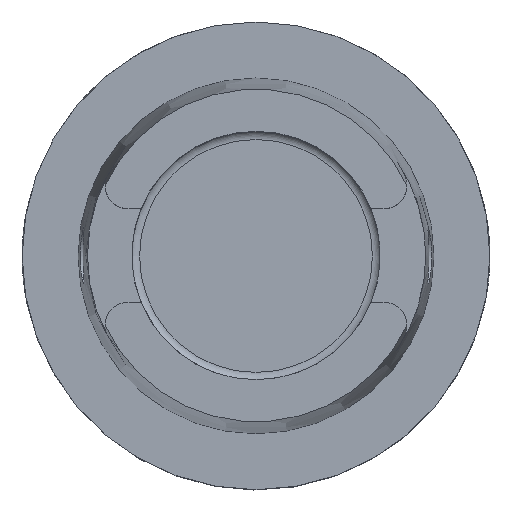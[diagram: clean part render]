
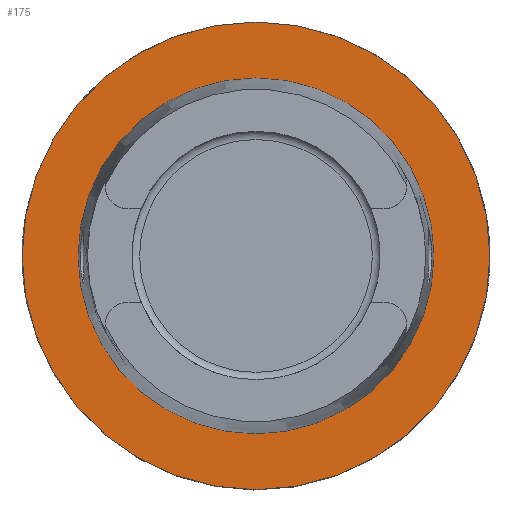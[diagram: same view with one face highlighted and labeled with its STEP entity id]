
A CAD part, top view. The second image highlights one B-rep face of the part: STEP entity #175.
In plain terms, the highlighted planar face has unit normal (0, 0, 1).
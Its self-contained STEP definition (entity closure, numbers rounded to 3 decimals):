
#83=FACE_BOUND('',#330,.T.);
#84=FACE_BOUND('',#331,.T.);
#175=ADVANCED_FACE('',(#83,#84),#227,.F.);
#227=PLANE('',#1302);
#330=EDGE_LOOP('',(#614));
#331=EDGE_LOOP('',(#615));
#402=CIRCLE('',#1257,49.965);
#426=CIRCLE('',#1300,38.008);
#614=ORIENTED_EDGE('',*,*,#942,.T.);
#615=ORIENTED_EDGE('',*,*,#1019,.T.);
#818=VERTEX_POINT('',#1888);
#873=VERTEX_POINT('',#2174);
#942=EDGE_CURVE('',#818,#818,#402,.T.);
#1019=EDGE_CURVE('',#873,#873,#426,.T.);
#1257=AXIS2_PLACEMENT_3D('',#1887,#1456,#1457);
#1300=AXIS2_PLACEMENT_3D('',#2173,#1572,#1573);
#1302=AXIS2_PLACEMENT_3D('',#2176,#1576,#1577);
#1456=DIRECTION('',(0.,0.,1.));
#1457=DIRECTION('',(1.,0.,0.));
#1572=DIRECTION('',(0.,0.,-1.));
#1573=DIRECTION('',(1.,0.,0.));
#1576=DIRECTION('',(0.,0.,-1.));
#1577=DIRECTION('',(1.,0.,0.));
#1887=CARTESIAN_POINT('',(0.,0.,0.));
#1888=CARTESIAN_POINT('',(49.965,0.,0.));
#2173=CARTESIAN_POINT('',(0.,0.,0.));
#2174=CARTESIAN_POINT('',(38.008,0.,0.));
#2176=CARTESIAN_POINT('',(0.,-39.062,0.));
